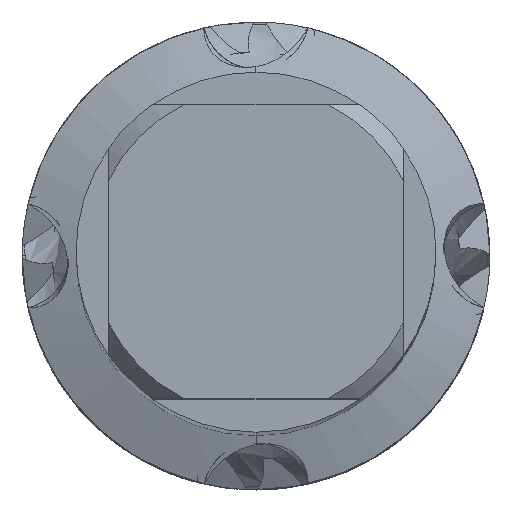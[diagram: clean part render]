
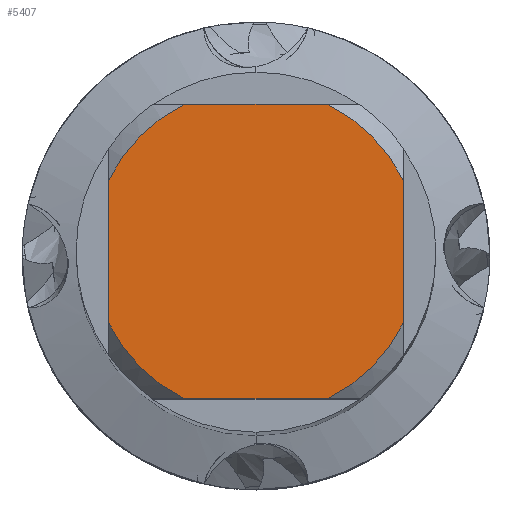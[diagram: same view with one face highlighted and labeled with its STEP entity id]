
A CAD part, top view. The second image highlights one B-rep face of the part: STEP entity #5407.
In plain terms, the highlighted planar face has unit normal (0, 0, 1).
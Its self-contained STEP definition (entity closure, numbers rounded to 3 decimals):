
#2131=VERTEX_POINT('',#5766);
#2285=EDGE_CURVE('',#5161,#3873,#5933,.T.);
#2305=EDGE_CURVE('',#2131,#4163,#5956,.T.);
#2733=VERTEX_POINT('',#6423);
#2971=VERTEX_POINT('',#6678);
#2989=VERTEX_POINT('',#6697);
#3127=EDGE_CURVE('',#2131,#2989,#6843,.T.);
#3873=VERTEX_POINT('',#7653);
#4033=EDGE_CURVE('',#2733,#3873,#7832,.T.);
#4163=VERTEX_POINT('',#7972);
#4383=VERTEX_POINT('',#8215);
#4429=EDGE_CURVE('',#2733,#4163,#8265,.T.);
#4447=EDGE_CURVE('',#5161,#4383,#8284,.T.);
#4837=EDGE_CURVE('',#2971,#2989,#8715,.T.);
#5161=VERTEX_POINT('',#9064);
#5353=EDGE_CURVE('',#2971,#4383,#9273,.T.);
#5407=ADVANCED_FACE('',(#9330),#9331,.T.);
#5766=CARTESIAN_POINT('',(9.0,-4.359,0.0));
#5933=LINE('',#11283,#11284);
#5956=CIRCLE('',#11687,10.0);
#6423=CARTESIAN_POINT('',(-4.359,-9.0,0.0));
#6678=CARTESIAN_POINT('',(4.359,9.0,0.0));
#6697=CARTESIAN_POINT('',(9.0,4.359,0.0));
#6843=LINE('',#15592,#15593);
#7653=CARTESIAN_POINT('',(-9.0,-4.359,0.0));
#7832=CIRCLE('',#20297,10.0);
#7972=CARTESIAN_POINT('',(4.359,-9.0,0.0));
#8215=CARTESIAN_POINT('',(-4.359,9.0,0.0));
#8265=LINE('',#22134,#22135);
#8284=CIRCLE('',#22176,10.0);
#8715=CIRCLE('',#24729,10.0);
#9064=CARTESIAN_POINT('',(-9.0,4.359,0.0));
#9273=LINE('',#27151,#27152);
#9330=FACE_OUTER_BOUND('',#27291,.T.);
#9331=PLANE('',#27292);
#11283=CARTESIAN_POINT('',(-9.0,2.5,0.0));
#11284=VECTOR('',#27784,1.0);
#11687=AXIS2_PLACEMENT_3D('',#27889,#27890,#27891);
#15592=CARTESIAN_POINT('',(9.0,2.5,0.0));
#15593=VECTOR('',#28649,1.0);
#20297=AXIS2_PLACEMENT_3D('',#29659,#29660,#29661);
#22134=CARTESIAN_POINT('',(0.0,-9.0,0.0));
#22135=VECTOR('',#30096,1.0);
#22176=AXIS2_PLACEMENT_3D('',#30111,#30112,#30113);
#24729=AXIS2_PLACEMENT_3D('',#30759,#30760,#30761);
#27151=CARTESIAN_POINT('',(0.0,9.0,0.0));
#27152=VECTOR('',#31249,1.0);
#27291=EDGE_LOOP('',(#31291,#31292,#31293,#31294,#31295,#31296,#31297,#31298));
#27292=AXIS2_PLACEMENT_3D('',#31299,#31300,#31301);
#27784=DIRECTION('',(-0.0,-1.0,0.0));
#27889=CARTESIAN_POINT('',(0.0,0.0,0.0));
#27890=DIRECTION('',(0.0,0.0,-1.0));
#27891=DIRECTION('',(0.0,1.0,0.0));
#28649=DIRECTION('',(-0.0,1.0,0.0));
#29659=CARTESIAN_POINT('',(0.0,0.0,0.0));
#29660=DIRECTION('',(0.0,0.0,-1.0));
#29661=DIRECTION('',(0.0,1.0,0.0));
#30096=DIRECTION('',(1.0,0.0,0.0));
#30111=CARTESIAN_POINT('',(0.0,0.0,0.0));
#30112=DIRECTION('',(0.0,0.0,-1.0));
#30113=DIRECTION('',(0.0,1.0,0.0));
#30759=CARTESIAN_POINT('',(0.0,0.0,0.0));
#30760=DIRECTION('',(0.0,0.0,-1.0));
#30761=DIRECTION('',(0.0,1.0,0.0));
#31249=DIRECTION('',(-1.0,0.0,0.0));
#31291=ORIENTED_EDGE('',*,*,#2285,.T.);
#31292=ORIENTED_EDGE('',*,*,#4033,.F.);
#31293=ORIENTED_EDGE('',*,*,#4429,.T.);
#31294=ORIENTED_EDGE('',*,*,#2305,.F.);
#31295=ORIENTED_EDGE('',*,*,#3127,.T.);
#31296=ORIENTED_EDGE('',*,*,#4837,.F.);
#31297=ORIENTED_EDGE('',*,*,#5353,.T.);
#31298=ORIENTED_EDGE('',*,*,#4447,.F.);
#31299=CARTESIAN_POINT('',(0.0,5.0,0.0));
#31300=DIRECTION('',(-0.0,0.0,1.0));
#31301=DIRECTION('',(0.0,-1.0,0.0));
